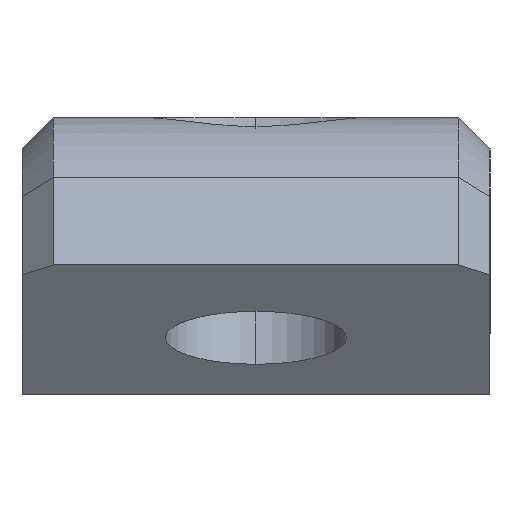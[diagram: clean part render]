
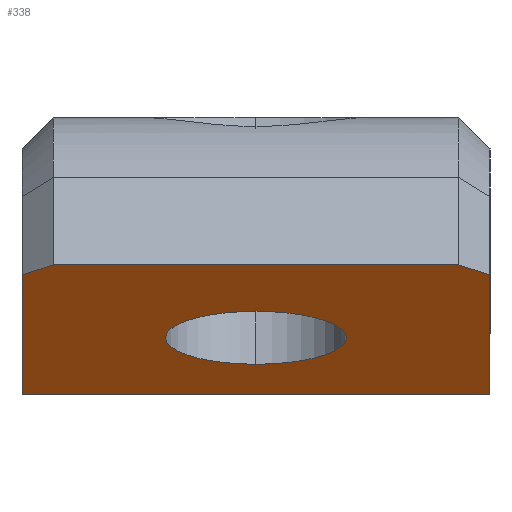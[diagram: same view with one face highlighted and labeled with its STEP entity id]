
A CAD part, left-side view. The second image highlights one B-rep face of the part: STEP entity #338.
In plain terms, the highlighted planar face has unit normal (-0.292, 0, -0.956).
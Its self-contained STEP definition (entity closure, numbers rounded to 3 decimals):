
#38 = ORIENTED_EDGE ( 'NONE', *, *, #60, .T. ) ;
#60 = EDGE_CURVE ( 'NONE', #982, #523, #703, .T. ) ;
#62 = CARTESIAN_POINT ( 'NONE',  ( -12.36, 7.5, -2.555 ) ) ;
#78 = VERTEX_POINT ( 'NONE', #541 ) ;
#80 = LINE ( 'NONE', #395, #250 ) ;
#84 = EDGE_CURVE ( 'NONE', #702, #379, #576, .T. ) ;
#103 = CARTESIAN_POINT ( 'NONE',  ( -18.975, 15., -0.533 ) ) ;
#112 = AXIS2_PLACEMENT_3D ( 'NONE', #62, #129, #375 ) ;
#129 = DIRECTION ( 'NONE',  ( -0.292, 0., -0.956 ) ) ;
#159 = FACE_OUTER_BOUND ( 'NONE', #649, .T. ) ;
#173 = LINE ( 'NONE', #644, #988 ) ;
#212 = EDGE_CURVE ( 'NONE', #78, #518, #857, .T. ) ;
#222 = VECTOR ( 'NONE', #916, 1000. ) ;
#250 = VECTOR ( 'NONE', #732, 1000. ) ;
#312 = DIRECTION ( 'NONE',  ( 0.699, 0.682, -0.214 ) ) ;
#316 = CARTESIAN_POINT ( 'NONE',  ( -6., 15., -4.5 ) ) ;
#338 = ADVANCED_FACE ( 'NONE', ( #159, #476 ), #975, .F. ) ;
#353 = ORIENTED_EDGE ( 'NONE', *, *, #844, .T. ) ;
#375 = DIRECTION ( 'NONE',  ( -0.956, 0., 0.292 ) ) ;
#379 = VERTEX_POINT ( 'NONE', #398 ) ;
#382 = DIRECTION ( 'NONE',  ( -0.699, 0.682, 0.214 ) ) ;
#389 = DIRECTION ( 'NONE',  ( 0.956, 0., -0.292 ) ) ;
#395 = CARTESIAN_POINT ( 'NONE',  ( -6., 15., -4.5 ) ) ;
#398 = CARTESIAN_POINT ( 'NONE',  ( -9.587, 7.5, -3.403 ) ) ;
#408 = CARTESIAN_POINT ( 'NONE',  ( -6.431, 15., -4.368 ) ) ;
#412 = CARTESIAN_POINT ( 'NONE',  ( -6., 0., -4.5 ) ) ;
#418 = CARTESIAN_POINT ( 'NONE',  ( -20., 1., -0.22 ) ) ;
#476 = FACE_BOUND ( 'NONE', #604, .T. ) ;
#492 = VERTEX_POINT ( 'NONE', #666 ) ;
#495 = CARTESIAN_POINT ( 'NONE',  ( -18.975, 0., -0.533 ) ) ;
#506 = CARTESIAN_POINT ( 'NONE',  ( -15.134, 7.5, -1.708 ) ) ;
#511 = CARTESIAN_POINT ( 'NONE',  ( -6.431, 15., -4.368 ) ) ;
#518 = VERTEX_POINT ( 'NONE', #103 ) ;
#523 = VERTEX_POINT ( 'NONE', #418 ) ;
#541 = CARTESIAN_POINT ( 'NONE',  ( -20., 14., -0.22 ) ) ;
#563 = CARTESIAN_POINT ( 'NONE',  ( -12.36, 7.5, -2.555 ) ) ;
#567 = VERTEX_POINT ( 'NONE', #511 ) ;
#573 = AXIS2_PLACEMENT_3D ( 'NONE', #563, #984, #902 ) ;
#576 = CIRCLE ( 'NONE', #112, 2.9 ) ;
#604 = EDGE_LOOP ( 'NONE', ( #907, #611 ) ) ;
#607 = VECTOR ( 'NONE', #312, 1000. ) ;
#611 = ORIENTED_EDGE ( 'NONE', *, *, #905, .F. ) ;
#644 = CARTESIAN_POINT ( 'NONE',  ( -20., 15., -0.22 ) ) ;
#649 = EDGE_LOOP ( 'NONE', ( #1053, #892, #955, #353, #900, #38 ) ) ;
#666 = CARTESIAN_POINT ( 'NONE',  ( -6.431, 0., -4.368 ) ) ;
#702 = VERTEX_POINT ( 'NONE', #506 ) ;
#703 = LINE ( 'NONE', #899, #960 ) ;
#732 = DIRECTION ( 'NONE',  ( -0.956, 0., 0.292 ) ) ;
#758 = LINE ( 'NONE', #412, #222 ) ;
#829 = DIRECTION ( 'NONE',  ( 0., -1., 0. ) ) ;
#844 = EDGE_CURVE ( 'NONE', #567, #492, #896, .T. ) ;
#857 = LINE ( 'NONE', #863, #607 ) ;
#863 = CARTESIAN_POINT ( 'NONE',  ( -17.55, 16.39, -0.969 ) ) ;
#892 = ORIENTED_EDGE ( 'NONE', *, *, #212, .T. ) ;
#896 = LINE ( 'NONE', #408, #933 ) ;
#899 = CARTESIAN_POINT ( 'NONE',  ( -20., 1., -0.22 ) ) ;
#900 = ORIENTED_EDGE ( 'NONE', *, *, #1001, .T. ) ;
#902 = DIRECTION ( 'NONE',  ( -0.956, 0., 0.292 ) ) ;
#904 = DIRECTION ( 'NONE',  ( 0.292, 0., 0.956 ) ) ;
#905 = EDGE_CURVE ( 'NONE', #379, #702, #1036, .T. ) ;
#907 = ORIENTED_EDGE ( 'NONE', *, *, #84, .F. ) ;
#916 = DIRECTION ( 'NONE',  ( -0.956, 0., 0.292 ) ) ;
#923 = EDGE_CURVE ( 'NONE', #78, #523, #173, .T. ) ;
#933 = VECTOR ( 'NONE', #829, 1000. ) ;
#943 = EDGE_CURVE ( 'NONE', #567, #518, #80, .T. ) ;
#955 = ORIENTED_EDGE ( 'NONE', *, *, #943, .F. ) ;
#960 = VECTOR ( 'NONE', #382, 1000. ) ;
#975 = PLANE ( 'NONE',  #987 ) ;
#981 = DIRECTION ( 'NONE',  ( 0., -1., 0. ) ) ;
#982 = VERTEX_POINT ( 'NONE', #495 ) ;
#984 = DIRECTION ( 'NONE',  ( -0.292, 0., -0.956 ) ) ;
#987 = AXIS2_PLACEMENT_3D ( 'NONE', #316, #904, #389 ) ;
#988 = VECTOR ( 'NONE', #981, 1000. ) ;
#1001 = EDGE_CURVE ( 'NONE', #492, #982, #758, .T. ) ;
#1036 = CIRCLE ( 'NONE', #573, 2.9 ) ;
#1053 = ORIENTED_EDGE ( 'NONE', *, *, #923, .F. ) ;
